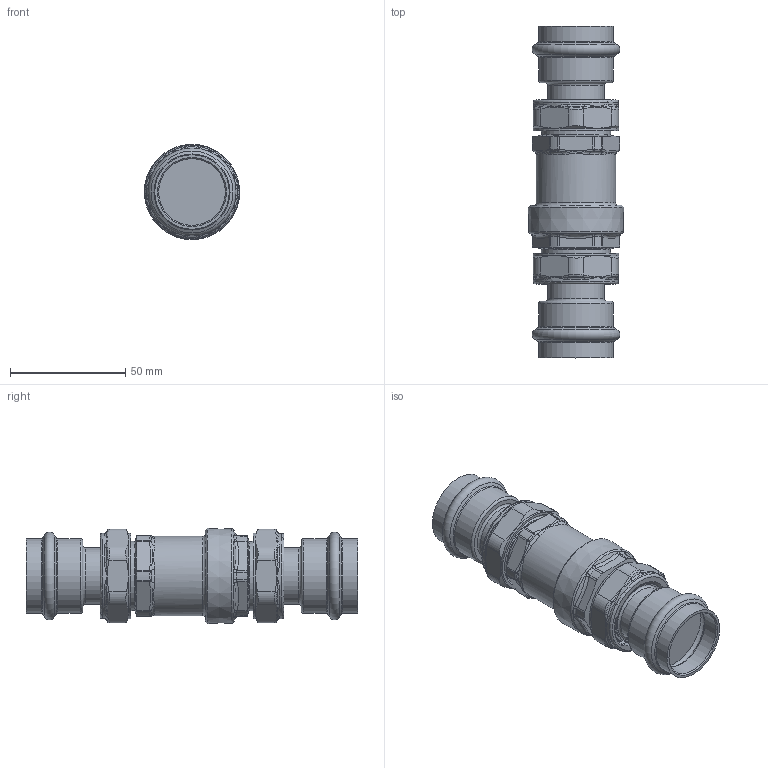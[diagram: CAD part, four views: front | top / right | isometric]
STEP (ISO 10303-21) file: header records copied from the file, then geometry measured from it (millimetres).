
FILE_DESCRIPTION(/* description */ (''),/* implementation_level */ '2;1');
FILE_NAME(/* name */ '127366AF_Simplify_1.stp',/* time_stamp */ '2025-07-23T15:46:34-05:00',/* author */ ('ischreiner'),/* organization */ (''),/* preprocessor_version */ 'ST-DEVELOPER v20',/* originating_system */ 'Autodesk Inventor 2025',/* authorisation */ '');
FILE_SCHEMA (('AUTOMOTIVE_DESIGN { 1 0 10303 214 3 1 1 }'));
Length unit declared in the file: inch
Products named in the file (1): 127366AF_Simplify_1
Bounding box: 41.38 x 144.14 x 41.38 mm (x, y, z)
Volume: 75465.6 mm3; surface area: 38850.5 mm2
Topology: 5 solids, 5 shells, 458 faces, 1067 edges, 614 vertices
Faces by surface type: bspline 116, cylinder 99, cone 85, torus 85, plane 65, sphere 8
Full cylindrical faces by diameter (mm): 21 x2, 24.1 x2, 24.384 x2, 25 x2, 27.686 x2, 28.3 x2, 28.5 x1, 28.6 x1, 28.956 x2, 29.591 x2, 30 x4, 30.2 x1, 30.4 x1, 30.5 x2, 32.385 x4, 33.1 x2, 34.5 x1, 37 x4
Entity records: 18921 total; most frequent: CARTESIAN_POINT 8620, ORIENTED_EDGE 2086, DIRECTION 2018, EDGE_CURVE 1043, AXIS2_PLACEMENT_3D 906, VERTEX_POINT 614, EDGE_LOOP 483, STYLED_ITEM 463
